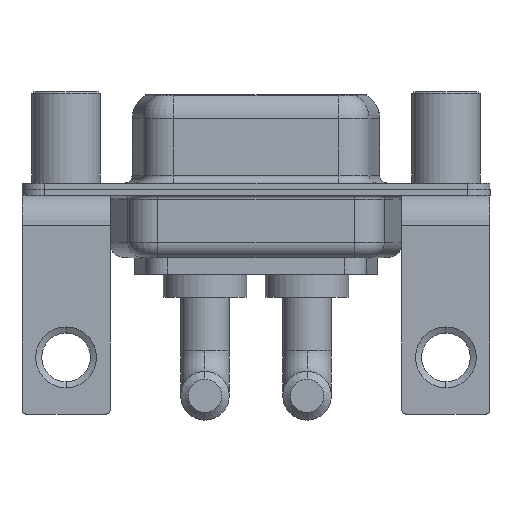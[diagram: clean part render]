
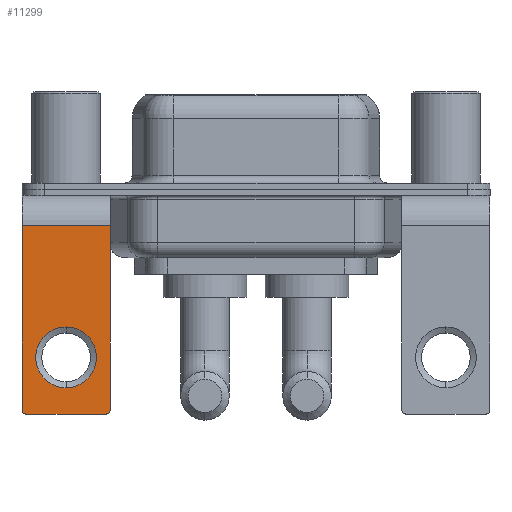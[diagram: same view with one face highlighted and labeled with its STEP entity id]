
A CAD part, front view. The second image highlights one B-rep face of the part: STEP entity #11299.
In plain terms, the highlighted planar face has unit normal (0, -1, 0).
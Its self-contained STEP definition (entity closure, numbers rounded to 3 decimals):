
#92 = CARTESIAN_POINT ( 'NONE',  ( 2.9, -6.25, -2.4 ) ) ;
#413 = CARTESIAN_POINT ( 'NONE',  ( 2.9, -6.25, -14.8 ) ) ;
#446 = AXIS2_PLACEMENT_3D ( 'NONE', #14309, #14150, #2794 ) ;
#588 = LINE ( 'NONE', #8308, #7071 ) ;
#663 = CARTESIAN_POINT ( 'NONE',  ( -2.9, -6.25, -14.55 ) ) ;
#709 = LINE ( 'NONE', #9672, #12965 ) ;
#811 = CARTESIAN_POINT ( 'NONE',  ( 2.9, -6.25, -14.55 ) ) ;
#1006 = DIRECTION ( 'NONE',  ( 0., 0., 1. ) ) ;
#1012 = ORIENTED_EDGE ( 'NONE', *, *, #2872, .T. ) ;
#1112 = CIRCLE ( 'NONE', #5846, 2. ) ;
#1426 = ORIENTED_EDGE ( 'NONE', *, *, #11784, .T. ) ;
#1527 = VERTEX_POINT ( 'NONE', #6444 ) ;
#1551 = FACE_BOUND ( 'NONE', #3063, .T. ) ;
#1629 = FACE_OUTER_BOUND ( 'NONE', #12448, .T. ) ;
#1756 = DIRECTION ( 'NONE',  ( 0., 0., -1. ) ) ;
#2178 = CIRCLE ( 'NONE', #6675, 0.25 ) ;
#2276 = ORIENTED_EDGE ( 'NONE', *, *, #6625, .T. ) ;
#2505 = AXIS2_PLACEMENT_3D ( 'NONE', #6903, #10450, #11355 ) ;
#2794 = DIRECTION ( 'NONE',  ( 0., 0., 1. ) ) ;
#2872 = EDGE_CURVE ( 'NONE', #4453, #12008, #14694, .T. ) ;
#2893 = ORIENTED_EDGE ( 'NONE', *, *, #7927, .F. ) ;
#3063 = EDGE_LOOP ( 'NONE', ( #2276, #1012 ) ) ;
#3667 = VERTEX_POINT ( 'NONE', #811 ) ;
#4037 = VECTOR ( 'NONE', #4876, 1000. ) ;
#4226 = ORIENTED_EDGE ( 'NONE', *, *, #10355, .T. ) ;
#4453 = VERTEX_POINT ( 'NONE', #13690 ) ;
#4876 = DIRECTION ( 'NONE',  ( -1., 0., 0. ) ) ;
#4927 = VERTEX_POINT ( 'NONE', #92 ) ;
#5042 = ORIENTED_EDGE ( 'NONE', *, *, #13273, .T. ) ;
#5360 = CARTESIAN_POINT ( 'NONE',  ( 2.65, -6.25, -14.8 ) ) ;
#5526 = EDGE_CURVE ( 'NONE', #12892, #3667, #7238, .T. ) ;
#5846 = AXIS2_PLACEMENT_3D ( 'NONE', #6427, #7533, #1006 ) ;
#5929 = VECTOR ( 'NONE', #13707, 1000. ) ;
#5979 = ORIENTED_EDGE ( 'NONE', *, *, #11953, .F. ) ;
#6076 = CARTESIAN_POINT ( 'NONE',  ( 2.9, -6.25, -2.4 ) ) ;
#6427 = CARTESIAN_POINT ( 'NONE',  ( 0., -6.25, -11.07 ) ) ;
#6444 = CARTESIAN_POINT ( 'NONE',  ( -2.65, -6.25, -14.8 ) ) ;
#6625 = EDGE_CURVE ( 'NONE', #12008, #4453, #1112, .T. ) ;
#6675 = AXIS2_PLACEMENT_3D ( 'NONE', #13697, #12512, #10276 ) ;
#6903 = CARTESIAN_POINT ( 'NONE',  ( 2.65, -6.25, -14.55 ) ) ;
#7071 = VECTOR ( 'NONE', #7271, 1000. ) ;
#7238 = CIRCLE ( 'NONE', #2505, 0.25 ) ;
#7271 = DIRECTION ( 'NONE',  ( -1., 0., 0. ) ) ;
#7533 = DIRECTION ( 'NONE',  ( 0., 1., 0. ) ) ;
#7927 = EDGE_CURVE ( 'NONE', #4927, #3667, #709, .T. ) ;
#8132 = LINE ( 'NONE', #9170, #5929 ) ;
#8296 = DIRECTION ( 'NONE',  ( 0., 0., 1. ) ) ;
#8308 = CARTESIAN_POINT ( 'NONE',  ( 2.9, -6.25, -2.4 ) ) ;
#8420 = VERTEX_POINT ( 'NONE', #10607 ) ;
#8910 = VERTEX_POINT ( 'NONE', #663 ) ;
#9170 = CARTESIAN_POINT ( 'NONE',  ( -2.9, -6.25, -2.4 ) ) ;
#9335 = PLANE ( 'NONE',  #10882 ) ;
#9406 = DIRECTION ( 'NONE',  ( 0., 1., 0. ) ) ;
#9672 = CARTESIAN_POINT ( 'NONE',  ( 2.9, -6.25, -2.4 ) ) ;
#10276 = DIRECTION ( 'NONE',  ( 0., 0., 1. ) ) ;
#10355 = EDGE_CURVE ( 'NONE', #4927, #8420, #588, .T. ) ;
#10450 = DIRECTION ( 'NONE',  ( 0., -1., 0. ) ) ;
#10607 = CARTESIAN_POINT ( 'NONE',  ( -2.9, -6.25, -2.4 ) ) ;
#10785 = ORIENTED_EDGE ( 'NONE', *, *, #5526, .T. ) ;
#10882 = AXIS2_PLACEMENT_3D ( 'NONE', #6076, #9406, #8296 ) ;
#11299 = ADVANCED_FACE ( 'NONE', ( #1551, #1629 ), #9335, .F. ) ;
#11355 = DIRECTION ( 'NONE',  ( 0., 0., 1. ) ) ;
#11477 = CARTESIAN_POINT ( 'NONE',  ( 0., -6.25, -13.07 ) ) ;
#11784 = EDGE_CURVE ( 'NONE', #8420, #8910, #8132, .T. ) ;
#11953 = EDGE_CURVE ( 'NONE', #12892, #1527, #13787, .T. ) ;
#12008 = VERTEX_POINT ( 'NONE', #11477 ) ;
#12448 = EDGE_LOOP ( 'NONE', ( #1426, #5042, #5979, #10785, #2893, #4226 ) ) ;
#12512 = DIRECTION ( 'NONE',  ( 0., -1., 0. ) ) ;
#12892 = VERTEX_POINT ( 'NONE', #5360 ) ;
#12965 = VECTOR ( 'NONE', #1756, 1000. ) ;
#13273 = EDGE_CURVE ( 'NONE', #8910, #1527, #2178, .T. ) ;
#13690 = CARTESIAN_POINT ( 'NONE',  ( 0., -6.25, -9.07 ) ) ;
#13697 = CARTESIAN_POINT ( 'NONE',  ( -2.65, -6.25, -14.55 ) ) ;
#13707 = DIRECTION ( 'NONE',  ( 0., 0., -1. ) ) ;
#13787 = LINE ( 'NONE', #413, #4037 ) ;
#14150 = DIRECTION ( 'NONE',  ( 0., 1., 0. ) ) ;
#14309 = CARTESIAN_POINT ( 'NONE',  ( 0., -6.25, -11.07 ) ) ;
#14694 = CIRCLE ( 'NONE', #446, 2. ) ;
